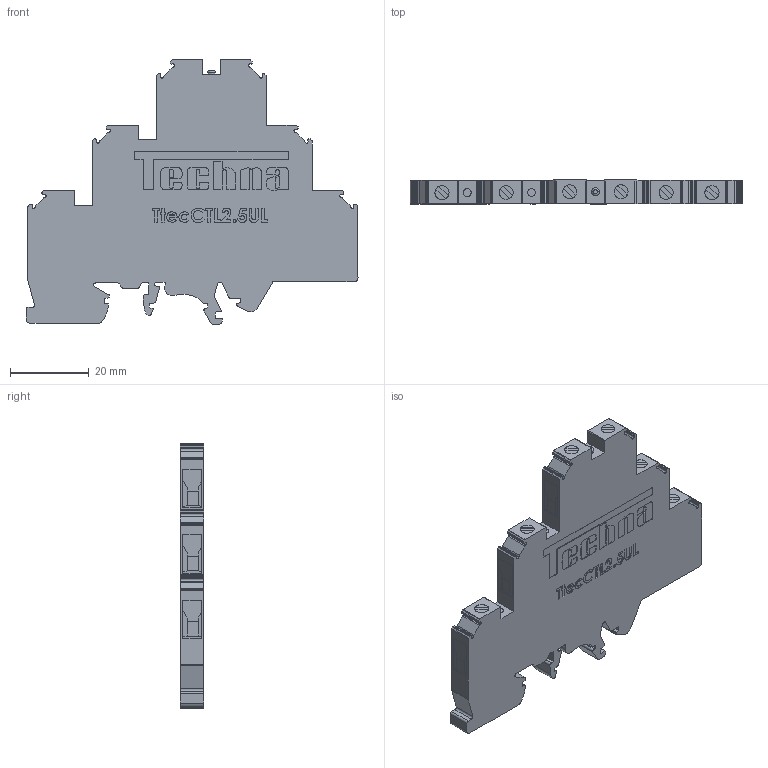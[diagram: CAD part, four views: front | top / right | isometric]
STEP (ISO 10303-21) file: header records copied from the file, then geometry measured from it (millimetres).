
FILE_DESCRIPTION (( 'STEP AP214' ), '1' );
FILE_NAME ('TtecCTL2.5UL.STEP', '2020-07-06T14:32:57', ( '' ), ( '' ), 'SwSTEP 2.0', 'SolidWorks 2020', '' );
FILE_SCHEMA (( 'AUTOMOTIVE_DESIGN' ));
Length unit declared in the file: millimetre
Products named in the file (1): TtecCTL2.5UL
Bounding box: 84.5 x 6 x 67.29 mm (x, y, z)
Volume: 21379.9 mm3; surface area: 9617.8 mm2
Topology: 1 solids, 1 shells, 949 faces, 2644 edges, 1754 vertices
Faces by surface type: plane 572, cylinder 281, bspline 94, torus 2
Entity records: 41560 total; most frequent: CARTESIAN_POINT 11250, ORIENTED_EDGE 5288, DIRECTION 4758, EDGE_CURVE 2644, LINE 1866, VECTOR 1866, VERTEX_POINT 1754, AXIS2_PLACEMENT_3D 1446
